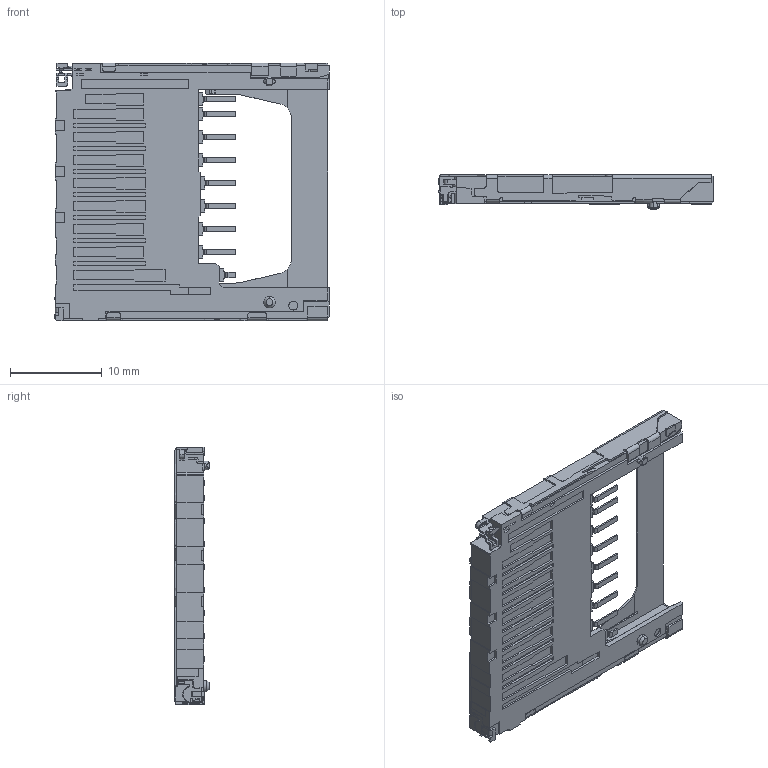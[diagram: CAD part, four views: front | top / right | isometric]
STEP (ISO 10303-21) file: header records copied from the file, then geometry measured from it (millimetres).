
FILE_DESCRIPTION (( 'STEP AP214' ), '1' );
FILE_NAME ('06-00155--BA-29072.STEP', '2020-05-18T10:32:45', ( '' ), ( '' ), 'SwSTEP 2.0', 'SolidWorks 2018', '' );
FILE_SCHEMA (( 'AUTOMOTIVE_DESIGN' ));
Length unit declared in the file: millimetre
Products named in the file (2): 06-00155--BA-29072
Bounding box: 29.84 x 3.73 x 28.01 mm (x, y, z)
Volume: 1433.2 mm3; surface area: 2176.8 mm2
Topology: 1 solids, 1 shells, 1102 faces, 3137 edges, 2059 vertices
Faces by surface type: plane 772, cylinder 297, bspline 33
Entity records: 43410 total; most frequent: CARTESIAN_POINT 7141, ORIENTED_EDGE 6272, DIRECTION 5782, EDGE_CURVE 3136, VECTOR 2460, LINE 2460, VERTEX_POINT 2059, AXIS2_PLACEMENT_3D 1661
